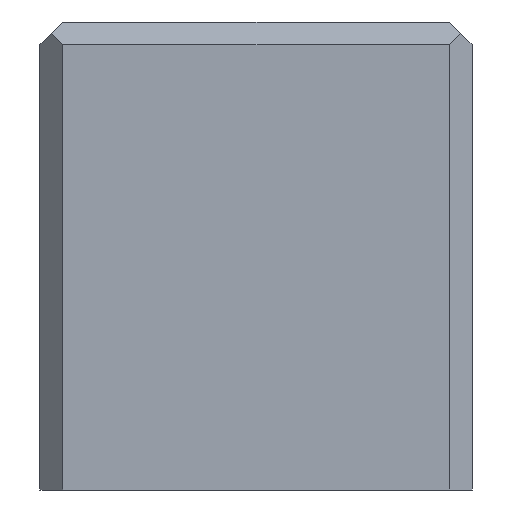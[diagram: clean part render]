
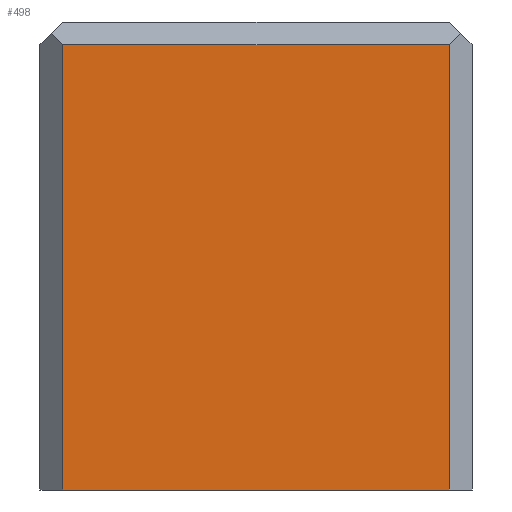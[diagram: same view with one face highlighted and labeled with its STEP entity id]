
A CAD part, front view. The second image highlights one B-rep face of the part: STEP entity #498.
In plain terms, the highlighted planar face has unit normal (0, -1, 0).
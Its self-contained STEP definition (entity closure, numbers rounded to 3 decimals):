
#471=AXIS2_PLACEMENT_3D('Plane Axis2P3D',#468,#469,#470) ;
#445=CARTESIAN_POINT('Vertex',(42.908,23.033,15.6)) ;
#452=CARTESIAN_POINT('Vertex',(42.908,23.033,0.)) ;
#455=CARTESIAN_POINT('Line Origine',(42.908,23.033,7.8)) ;
#468=CARTESIAN_POINT('Axis2P3D Location',(42.108,23.033,0.)) ;
#473=CARTESIAN_POINT('Line Origine',(49.68,23.033,15.6)) ;
#477=CARTESIAN_POINT('Vertex',(56.451,23.033,15.6)) ;
#480=CARTESIAN_POINT('Line Origine',(49.68,23.033,0.)) ;
#484=CARTESIAN_POINT('Vertex',(56.451,23.033,0.)) ;
#487=CARTESIAN_POINT('Line Origine',(56.451,23.033,7.8)) ;
#456=DIRECTION('Vector Direction',(0.,0.,1.)) ;
#469=DIRECTION('Axis2P3D Direction',(0.,-1.,0.)) ;
#470=DIRECTION('Axis2P3D XDirection',(1.,0.,0.)) ;
#474=DIRECTION('Vector Direction',(1.,0.,0.)) ;
#481=DIRECTION('Vector Direction',(1.,0.,0.)) ;
#488=DIRECTION('Vector Direction',(0.,0.,1.)) ;
#457=VECTOR('Line Direction',#456,1.) ;
#475=VECTOR('Line Direction',#474,1.) ;
#482=VECTOR('Line Direction',#481,1.) ;
#489=VECTOR('Line Direction',#488,1.) ;
#493=ORIENTED_EDGE('',*,*,#479,.F.) ;
#494=ORIENTED_EDGE('',*,*,#459,.F.) ;
#495=ORIENTED_EDGE('',*,*,#486,.T.) ;
#496=ORIENTED_EDGE('',*,*,#491,.T.) ;
#498=ADVANCED_FACE('Body.2',(#497),#472,.T.) ;
#459=EDGE_CURVE('',#453,#446,#458,.T.) ;
#479=EDGE_CURVE('',#446,#478,#476,.T.) ;
#486=EDGE_CURVE('',#453,#485,#483,.T.) ;
#491=EDGE_CURVE('',#485,#478,#490,.T.) ;
#492=EDGE_LOOP('',(#493,#494,#495,#496)) ;
#497=FACE_OUTER_BOUND('',#492,.T.) ;
#458=LINE('Line',#455,#457) ;
#476=LINE('Line',#473,#475) ;
#483=LINE('Line',#480,#482) ;
#490=LINE('Line',#487,#489) ;
#472=PLANE('',#471) ;
#446=VERTEX_POINT('',#445) ;
#453=VERTEX_POINT('',#452) ;
#478=VERTEX_POINT('',#477) ;
#485=VERTEX_POINT('',#484) ;
